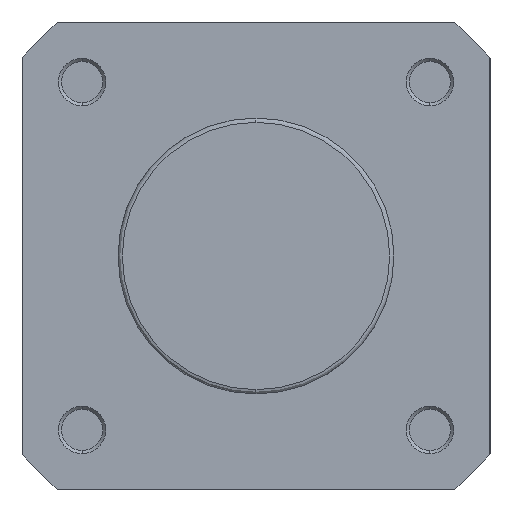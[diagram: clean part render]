
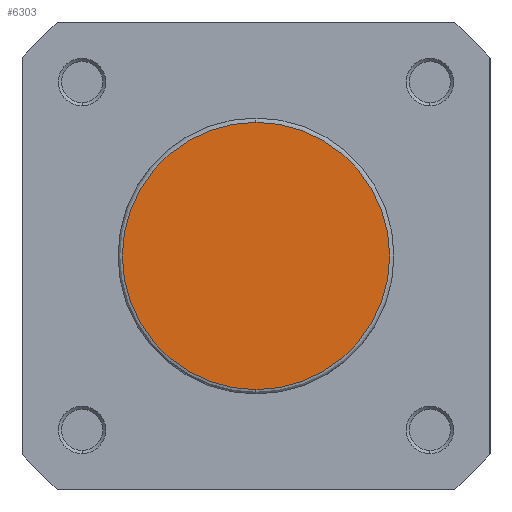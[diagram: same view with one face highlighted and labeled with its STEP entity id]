
A CAD part, left-side view. The second image highlights one B-rep face of the part: STEP entity #6303.
In plain terms, the highlighted planar face has unit normal (-1, 0, 0).
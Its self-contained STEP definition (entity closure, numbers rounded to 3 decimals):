
#269 = EDGE_LOOP ( 'NONE', ( #414, #413 ) ) ;
#413 = ORIENTED_EDGE ( 'NONE', *, *, #5811, .T. ) ;
#414 = ORIENTED_EDGE ( 'NONE', *, *, #5865, .T. ) ;
#1827 = CIRCLE ( 'NONE', #6108, 21.7 ) ;
#1905 = CIRCLE ( 'NONE', #6134, 21.7 ) ;
#2391 = CARTESIAN_POINT ( 'NONE',  ( 0., 0., -21.7 ) ) ;
#2429 = CARTESIAN_POINT ( 'NONE',  ( 0., 0., 21.7 ) ) ;
#3021 = CARTESIAN_POINT ( 'NONE',  ( 0., 0., 0. ) ) ;
#3022 = DIRECTION ( 'NONE',  ( -1., 0., 0. ) ) ;
#3023 = DIRECTION ( 'NONE',  ( 0., 0., -1. ) ) ;
#3149 = CARTESIAN_POINT ( 'NONE',  ( 0., 0., 0. ) ) ;
#3156 = DIRECTION ( 'NONE',  ( -1., 0., 0. ) ) ;
#3157 = DIRECTION ( 'NONE',  ( 0., 0., -1. ) ) ;
#3797 = VERTEX_POINT ( 'NONE', #2391 ) ;
#3863 = VERTEX_POINT ( 'NONE', #2429 ) ;
#4352 = AXIS2_PLACEMENT_3D ( 'NONE', #5123, #5126, #5127 ) ;
#5123 = CARTESIAN_POINT ( 'NONE',  ( 0., 22.4, 0. ) ) ;
#5124 = PLANE ( 'NONE',  #4352 ) ;
#5126 = DIRECTION ( 'NONE',  ( 1., 0., 0. ) ) ;
#5127 = DIRECTION ( 'NONE',  ( 0., 0., -1. ) ) ;
#5430 = FACE_OUTER_BOUND ( 'NONE', #269, .T. ) ;
#5811 = EDGE_CURVE ( 'NONE', #3863, #3797, #1827, .T. ) ;
#5865 = EDGE_CURVE ( 'NONE', #3797, #3863, #1905, .T. ) ;
#6108 = AXIS2_PLACEMENT_3D ( 'NONE', #3021, #3022, #3023 ) ;
#6134 = AXIS2_PLACEMENT_3D ( 'NONE', #3149, #3156, #3157 ) ;
#6303 = ADVANCED_FACE ( 'NONE', ( #5430 ), #5124, .F. ) ;
